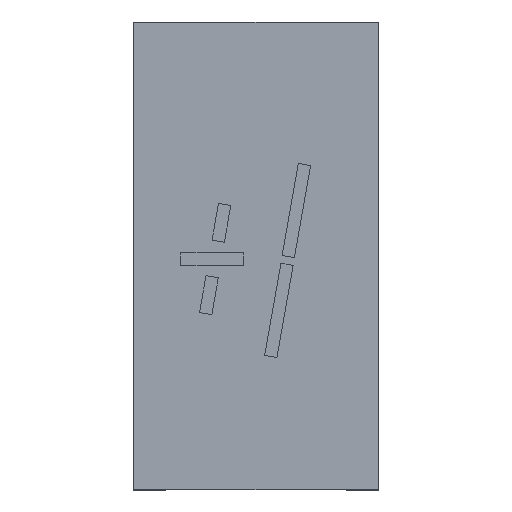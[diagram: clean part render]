
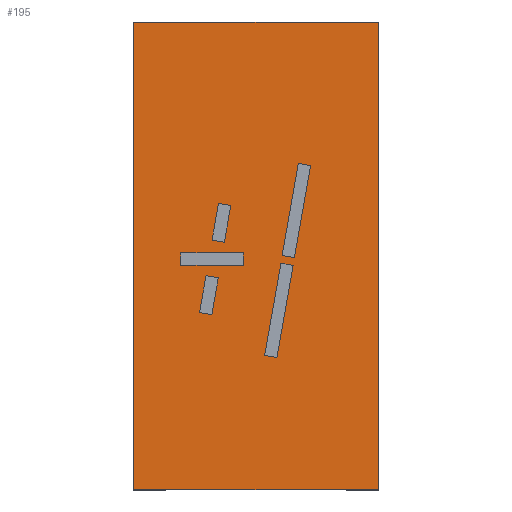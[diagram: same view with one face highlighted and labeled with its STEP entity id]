
A CAD part, top view. The second image highlights one B-rep face of the part: STEP entity #195.
In plain terms, the highlighted planar face has unit normal (0, 0, 1).
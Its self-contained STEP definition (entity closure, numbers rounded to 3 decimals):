
#26=VECTOR('',#27,1.);
#27=DIRECTION('',(1.,0.,0.));
#30=VERTEX_POINT('',#31);
#31=CARTESIAN_POINT('',(-1.09,1.755,5.08));
#34=ORIENTED_EDGE('',*,*,#35,.T.);
#35=EDGE_CURVE('',#30,#36,#38,.T.);
#36=VERTEX_POINT('',#37);
#37=CARTESIAN_POINT('',(8.71,1.755,5.08));
#38=LINE('',#31,#26);
#68=DIRECTION('',(0.,1.,0.));
#84=VECTOR('',#68,1.);
#90=VECTOR('',#91,1.);
#91=DIRECTION('',(0.,-1.,0.));
#95=DIRECTION('',(0.,0.,-1.));
#96=DIRECTION('',(-1.,0.,0.));
#163=ORIENTED_EDGE('',*,*,#164,.T.);
#164=EDGE_CURVE('',#36,#165,#167,.T.);
#165=VERTEX_POINT('',#166);
#166=CARTESIAN_POINT('',(8.71,-16.995,5.08));
#167=LINE('',#37,#90);
#195=ADVANCED_FACE('',(#196,#207,#237,#263,#289,#315),#341,.F.);
#196=FACE_BOUND('',#197,.F.);
#197=EDGE_LOOP('',(#34,#163,#198,#204));
#198=ORIENTED_EDGE('',*,*,#199,.T.);
#199=EDGE_CURVE('',#165,#200,#202,.T.);
#200=VERTEX_POINT('',#201);
#201=CARTESIAN_POINT('',(-1.09,-16.995,5.08));
#202=LINE('',#166,#203);
#203=VECTOR('',#96,1.);
#204=ORIENTED_EDGE('',*,*,#205,.T.);
#205=EDGE_CURVE('',#200,#30,#206,.T.);
#206=LINE('',#201,#84);
#207=FACE_BOUND('',#208,.F.);
#208=EDGE_LOOP('',(#209,#219,#227,#233));
#209=ORIENTED_EDGE('',*,*,#210,.F.);
#210=EDGE_CURVE('',#211,#213,#215,.T.);
#211=VERTEX_POINT('',#212);
#212=CARTESIAN_POINT('',(4.649,-11.693,5.08));
#213=VERTEX_POINT('',#214);
#214=CARTESIAN_POINT('',(4.156,-11.606,5.08));
#215=LINE('',#216,#217);
#216=CARTESIAN_POINT('',(3.894,-11.56,5.08));
#217=VECTOR('',#218,1.);
#218=DIRECTION('',(-0.985,0.174,0.));
#219=ORIENTED_EDGE('',*,*,#220,.T.);
#220=EDGE_CURVE('',#211,#221,#223,.T.);
#221=VERTEX_POINT('',#222);
#222=CARTESIAN_POINT('',(5.3,-8.,5.08));
#223=LINE('',#224,#225);
#224=CARTESIAN_POINT('',(5.31,-7.943,5.08));
#225=VECTOR('',#226,1.);
#226=DIRECTION('',(0.174,0.985,0.));
#227=ORIENTED_EDGE('',*,*,#228,.T.);
#228=EDGE_CURVE('',#221,#229,#231,.T.);
#229=VERTEX_POINT('',#230);
#230=CARTESIAN_POINT('',(4.808,-7.913,5.08));
#231=LINE('',#232,#217);
#232=CARTESIAN_POINT('',(4.545,-7.867,5.08));
#233=ORIENTED_EDGE('',*,*,#234,.F.);
#234=EDGE_CURVE('',#213,#229,#235,.T.);
#235=LINE('',#236,#225);
#236=CARTESIAN_POINT('',(4.818,-7.856,5.08));
#237=FACE_BOUND('',#238,.F.);
#238=EDGE_LOOP('',(#239,#247,#253,#259));
#239=ORIENTED_EDGE('',*,*,#240,.F.);
#240=EDGE_CURVE('',#241,#243,#245,.T.);
#241=VERTEX_POINT('',#242);
#242=CARTESIAN_POINT('',(1.547,-9.89,5.08));
#243=VERTEX_POINT('',#244);
#244=CARTESIAN_POINT('',(1.808,-8.413,5.08));
#245=LINE('',#246,#225);
#246=CARTESIAN_POINT('',(1.906,-7.857,5.08));
#247=ORIENTED_EDGE('',*,*,#248,.F.);
#248=EDGE_CURVE('',#249,#241,#251,.T.);
#249=VERTEX_POINT('',#250);
#250=CARTESIAN_POINT('',(2.04,-9.977,5.08));
#251=LINE('',#252,#217);
#252=CARTESIAN_POINT('',(2.697,-10.093,5.08));
#253=ORIENTED_EDGE('',*,*,#254,.T.);
#254=EDGE_CURVE('',#249,#255,#257,.T.);
#255=VERTEX_POINT('',#256);
#256=CARTESIAN_POINT('',(2.3,-8.5,5.08));
#257=LINE('',#258,#225);
#258=CARTESIAN_POINT('',(2.398,-7.944,5.08));
#259=ORIENTED_EDGE('',*,*,#260,.T.);
#260=EDGE_CURVE('',#255,#243,#261,.T.);
#261=LINE('',#262,#217);
#262=CARTESIAN_POINT('',(2.957,-8.616,5.08));
#263=FACE_BOUND('',#264,.F.);
#264=EDGE_LOOP('',(#265,#273,#279,#285));
#265=ORIENTED_EDGE('',*,*,#266,.T.);
#266=EDGE_CURVE('',#267,#269,#271,.T.);
#267=VERTEX_POINT('',#268);
#268=CARTESIAN_POINT('',(3.3,-8.,5.08));
#269=VERTEX_POINT('',#270);
#270=CARTESIAN_POINT('',(3.3,-7.5,5.08));
#271=LINE('',#272,#84);
#272=CARTESIAN_POINT('',(3.3,-7.56,5.08));
#273=ORIENTED_EDGE('',*,*,#274,.T.);
#274=EDGE_CURVE('',#269,#275,#277,.T.);
#275=VERTEX_POINT('',#276);
#276=CARTESIAN_POINT('',(0.8,-7.5,5.08));
#277=LINE('',#278,#203);
#278=CARTESIAN_POINT('',(3.555,-7.5,5.08));
#279=ORIENTED_EDGE('',*,*,#280,.F.);
#280=EDGE_CURVE('',#281,#275,#283,.T.);
#281=VERTEX_POINT('',#282);
#282=CARTESIAN_POINT('',(0.8,-8.,5.08));
#283=LINE('',#284,#84);
#284=CARTESIAN_POINT('',(0.8,-7.56,5.08));
#285=ORIENTED_EDGE('',*,*,#286,.F.);
#286=EDGE_CURVE('',#267,#281,#287,.T.);
#287=LINE('',#288,#203);
#288=CARTESIAN_POINT('',(3.555,-8.,5.08));
#289=FACE_BOUND('',#290,.F.);
#290=EDGE_LOOP('',(#291,#299,#305,#311));
#291=ORIENTED_EDGE('',*,*,#292,.F.);
#292=EDGE_CURVE('',#293,#295,#297,.T.);
#293=VERTEX_POINT('',#294);
#294=CARTESIAN_POINT('',(2.54,-7.077,5.08));
#295=VERTEX_POINT('',#296);
#296=CARTESIAN_POINT('',(2.047,-6.99,5.08));
#297=LINE('',#298,#217);
#298=CARTESIAN_POINT('',(3.202,-7.194,5.08));
#299=ORIENTED_EDGE('',*,*,#300,.T.);
#300=EDGE_CURVE('',#293,#301,#303,.T.);
#301=VERTEX_POINT('',#302);
#302=CARTESIAN_POINT('',(2.8,-5.6,5.08));
#303=LINE('',#304,#225);
#304=CARTESIAN_POINT('',(2.643,-6.493,5.08));
#305=ORIENTED_EDGE('',*,*,#306,.T.);
#306=EDGE_CURVE('',#301,#307,#309,.T.);
#307=VERTEX_POINT('',#308);
#308=CARTESIAN_POINT('',(2.308,-5.513,5.08));
#309=LINE('',#310,#217);
#310=CARTESIAN_POINT('',(3.462,-5.717,5.08));
#311=ORIENTED_EDGE('',*,*,#312,.F.);
#312=EDGE_CURVE('',#295,#307,#313,.T.);
#313=LINE('',#314,#225);
#314=CARTESIAN_POINT('',(2.15,-6.406,5.08));
#315=FACE_BOUND('',#316,.F.);
#316=EDGE_LOOP('',(#317,#325,#331,#337));
#317=ORIENTED_EDGE('',*,*,#318,.F.);
#318=EDGE_CURVE('',#319,#321,#323,.T.);
#319=VERTEX_POINT('',#320);
#320=CARTESIAN_POINT('',(5.349,-7.693,5.08));
#321=VERTEX_POINT('',#322);
#322=CARTESIAN_POINT('',(4.856,-7.606,5.08));
#323=LINE('',#324,#217);
#324=CARTESIAN_POINT('',(4.596,-7.56,5.08));
#325=ORIENTED_EDGE('',*,*,#326,.T.);
#326=EDGE_CURVE('',#319,#327,#329,.T.);
#327=VERTEX_POINT('',#328);
#328=CARTESIAN_POINT('',(6.,-4.,5.08));
#329=LINE('',#330,#225);
#330=CARTESIAN_POINT('',(5.657,-5.943,5.08));
#331=ORIENTED_EDGE('',*,*,#332,.T.);
#332=EDGE_CURVE('',#327,#333,#335,.T.);
#333=VERTEX_POINT('',#334);
#334=CARTESIAN_POINT('',(5.508,-3.913,5.08));
#335=LINE('',#336,#217);
#336=CARTESIAN_POINT('',(5.248,-3.867,5.08));
#337=ORIENTED_EDGE('',*,*,#338,.F.);
#338=EDGE_CURVE('',#321,#333,#339,.T.);
#339=LINE('',#340,#225);
#340=CARTESIAN_POINT('',(5.165,-5.856,5.08));
#341=PLANE('',#342);
#342=AXIS2_PLACEMENT_3D('',#343,#95,#96);
#343=CARTESIAN_POINT('',(3.81,-7.62,5.08));
